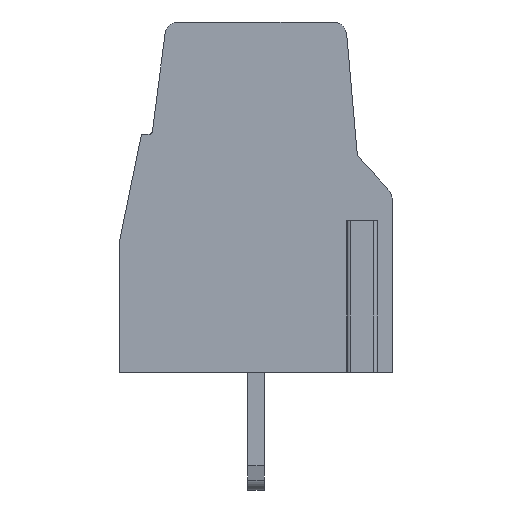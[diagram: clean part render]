
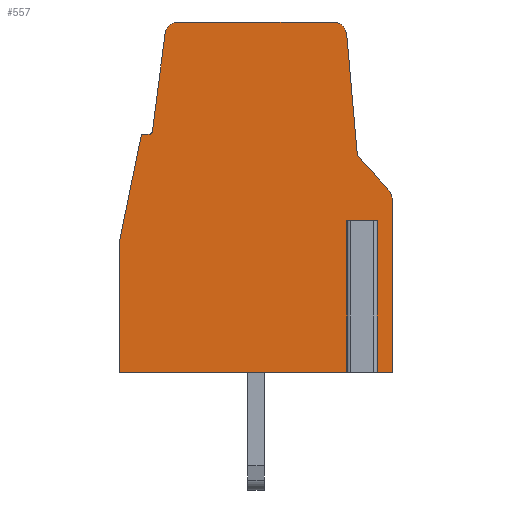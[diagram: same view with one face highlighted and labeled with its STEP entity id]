
A CAD part, left-side view. The second image highlights one B-rep face of the part: STEP entity #557.
In plain terms, the highlighted planar face has unit normal (-1, 0, 0).
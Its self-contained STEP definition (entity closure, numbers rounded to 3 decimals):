
#429=AXIS2_PLACEMENT_3D('Circle Axis2P3D',#427,#428,$) ;
#449=AXIS2_PLACEMENT_3D('Plane Axis2P3D',#446,#447,#448) ;
#479=AXIS2_PLACEMENT_3D('Circle Axis2P3D',#477,#478,$) ;
#493=AXIS2_PLACEMENT_3D('Circle Axis2P3D',#491,#492,$) ;
#507=AXIS2_PLACEMENT_3D('Circle Axis2P3D',#505,#506,$) ;
#177=CARTESIAN_POINT('Vertex',(0.5,0.452,8.)) ;
#180=CARTESIAN_POINT('Line Origine',(0.5,0.9,8.)) ;
#184=CARTESIAN_POINT('Vertex',(0.5,1.348,8.)) ;
#367=CARTESIAN_POINT('Vertex',(0.5,0.452,3.5)) ;
#370=CARTESIAN_POINT('Line Origine',(0.5,0.452,5.75)) ;
#387=CARTESIAN_POINT('Line Origine',(0.5,1.348,5.75)) ;
#391=CARTESIAN_POINT('Vertex',(0.5,1.348,3.5)) ;
#424=CARTESIAN_POINT('Vertex',(0.5,0.132,8.938)) ;
#427=CARTESIAN_POINT('Axis2P3D Location',(0.5,0.505,8.598)) ;
#431=CARTESIAN_POINT('Vertex',(0.5,0.,8.598)) ;
#446=CARTESIAN_POINT('Axis2P3D Location',(0.5,0.,0.)) ;
#451=CARTESIAN_POINT('Line Origine',(0.5,0.226,3.5)) ;
#455=CARTESIAN_POINT('Vertex',(0.5,0.,3.5)) ;
#458=CARTESIAN_POINT('Line Origine',(0.5,0.,6.049)) ;
#463=CARTESIAN_POINT('Line Origine',(0.5,0.586,9.433)) ;
#467=CARTESIAN_POINT('Vertex',(0.5,1.04,9.927)) ;
#470=CARTESIAN_POINT('Line Origine',(0.5,1.198,11.731)) ;
#474=CARTESIAN_POINT('Vertex',(0.5,1.356,13.535)) ;
#477=CARTESIAN_POINT('Axis2P3D Location',(0.5,1.754,13.5)) ;
#481=CARTESIAN_POINT('Vertex',(0.5,1.754,13.9)) ;
#484=CARTESIAN_POINT('Line Origine',(0.5,4.054,13.9)) ;
#488=CARTESIAN_POINT('Vertex',(0.5,6.354,13.9)) ;
#491=CARTESIAN_POINT('Axis2P3D Location',(0.5,6.354,13.5)) ;
#495=CARTESIAN_POINT('Vertex',(0.5,6.751,13.552)) ;
#498=CARTESIAN_POINT('Line Origine',(0.5,6.939,12.099)) ;
#502=CARTESIAN_POINT('Vertex',(0.5,7.128,10.647)) ;
#505=CARTESIAN_POINT('Axis2P3D Location',(0.5,7.227,10.66)) ;
#509=CARTESIAN_POINT('Vertex',(0.5,7.227,10.56)) ;
#512=CARTESIAN_POINT('Line Origine',(0.5,7.339,10.56)) ;
#516=CARTESIAN_POINT('Vertex',(0.5,7.451,10.56)) ;
#519=CARTESIAN_POINT('Line Origine',(0.5,7.776,8.98)) ;
#523=CARTESIAN_POINT('Vertex',(0.5,8.1,7.4)) ;
#526=CARTESIAN_POINT('Line Origine',(0.5,8.1,5.45)) ;
#530=CARTESIAN_POINT('Vertex',(0.5,8.1,3.5)) ;
#533=CARTESIAN_POINT('Line Origine',(0.5,4.724,3.5)) ;
#181=DIRECTION('Vector Direction',(0.,-1.,0.)) ;
#371=DIRECTION('Vector Direction',(0.,0.,1.)) ;
#388=DIRECTION('Vector Direction',(0.,0.,1.)) ;
#428=DIRECTION('Axis2P3D Direction',(-1.,0.,0.)) ;
#447=DIRECTION('Axis2P3D Direction',(-1.,0.,0.)) ;
#448=DIRECTION('Axis2P3D XDirection',(0.,0.,1.)) ;
#452=DIRECTION('Vector Direction',(0.,1.,0.)) ;
#459=DIRECTION('Vector Direction',(0.,0.,-1.)) ;
#464=DIRECTION('Vector Direction',(0.,-0.677,-0.736)) ;
#471=DIRECTION('Vector Direction',(0.,-0.087,-0.996)) ;
#478=DIRECTION('Axis2P3D Direction',(-1.,0.,0.)) ;
#485=DIRECTION('Vector Direction',(0.,-1.,0.)) ;
#492=DIRECTION('Axis2P3D Direction',(-1.,0.,0.)) ;
#499=DIRECTION('Vector Direction',(0.,-0.129,0.992)) ;
#506=DIRECTION('Axis2P3D Direction',(-1.,0.,0.)) ;
#513=DIRECTION('Vector Direction',(0.,-1.,0.)) ;
#520=DIRECTION('Vector Direction',(0.,-0.201,0.98)) ;
#527=DIRECTION('Vector Direction',(0.,0.,1.)) ;
#534=DIRECTION('Vector Direction',(0.,1.,0.)) ;
#182=VECTOR('Line Direction',#181,1.) ;
#372=VECTOR('Line Direction',#371,1.) ;
#389=VECTOR('Line Direction',#388,1.) ;
#453=VECTOR('Line Direction',#452,1.) ;
#460=VECTOR('Line Direction',#459,1.) ;
#465=VECTOR('Line Direction',#464,1.) ;
#472=VECTOR('Line Direction',#471,1.) ;
#486=VECTOR('Line Direction',#485,1.) ;
#500=VECTOR('Line Direction',#499,1.) ;
#514=VECTOR('Line Direction',#513,1.) ;
#521=VECTOR('Line Direction',#520,1.) ;
#528=VECTOR('Line Direction',#527,1.) ;
#535=VECTOR('Line Direction',#534,1.) ;
#539=ORIENTED_EDGE('',*,*,#457,.T.) ;
#540=ORIENTED_EDGE('',*,*,#462,.T.) ;
#541=ORIENTED_EDGE('',*,*,#433,.T.) ;
#542=ORIENTED_EDGE('',*,*,#469,.T.) ;
#543=ORIENTED_EDGE('',*,*,#476,.T.) ;
#544=ORIENTED_EDGE('',*,*,#483,.T.) ;
#545=ORIENTED_EDGE('',*,*,#490,.T.) ;
#546=ORIENTED_EDGE('',*,*,#497,.T.) ;
#547=ORIENTED_EDGE('',*,*,#504,.T.) ;
#548=ORIENTED_EDGE('',*,*,#511,.T.) ;
#549=ORIENTED_EDGE('',*,*,#518,.T.) ;
#550=ORIENTED_EDGE('',*,*,#525,.T.) ;
#551=ORIENTED_EDGE('',*,*,#532,.T.) ;
#552=ORIENTED_EDGE('',*,*,#537,.T.) ;
#553=ORIENTED_EDGE('',*,*,#393,.T.) ;
#554=ORIENTED_EDGE('',*,*,#186,.F.) ;
#555=ORIENTED_EDGE('',*,*,#374,.F.) ;
#557=ADVANCED_FACE('_LS 5.08/10/90 3.5SN OR BX 1912910000',(#556),#450,.T.) ;
#430=CIRCLE('generated circle',#429,0.505) ;
#480=CIRCLE('generated circle',#479,0.4) ;
#494=CIRCLE('generated circle',#493,0.4) ;
#508=CIRCLE('generated circle',#507,0.1) ;
#186=EDGE_CURVE('',#178,#185,#183,.F.) ;
#374=EDGE_CURVE('',#368,#178,#373,.T.) ;
#393=EDGE_CURVE('',#392,#185,#390,.T.) ;
#433=EDGE_CURVE('',#432,#425,#430,.T.) ;
#457=EDGE_CURVE('',#368,#456,#454,.F.) ;
#462=EDGE_CURVE('',#456,#432,#461,.F.) ;
#469=EDGE_CURVE('',#425,#468,#466,.F.) ;
#476=EDGE_CURVE('',#468,#475,#473,.F.) ;
#483=EDGE_CURVE('',#475,#482,#480,.T.) ;
#490=EDGE_CURVE('',#482,#489,#487,.F.) ;
#497=EDGE_CURVE('',#489,#496,#494,.T.) ;
#504=EDGE_CURVE('',#496,#503,#501,.F.) ;
#511=EDGE_CURVE('',#503,#510,#508,.F.) ;
#518=EDGE_CURVE('',#510,#517,#515,.F.) ;
#525=EDGE_CURVE('',#517,#524,#522,.F.) ;
#532=EDGE_CURVE('',#524,#531,#529,.F.) ;
#537=EDGE_CURVE('',#531,#392,#536,.F.) ;
#538=EDGE_LOOP('',(#539,#540,#541,#542,#543,#544,#545,#546,#547,#548,#549,#550,#551,#552,#553,#554,#555)) ;
#556=FACE_OUTER_BOUND('',#538,.T.) ;
#183=LINE('Line',#180,#182) ;
#373=LINE('Line',#370,#372) ;
#390=LINE('Line',#387,#389) ;
#454=LINE('Line',#451,#453) ;
#461=LINE('Line',#458,#460) ;
#466=LINE('Line',#463,#465) ;
#473=LINE('Line',#470,#472) ;
#487=LINE('Line',#484,#486) ;
#501=LINE('Line',#498,#500) ;
#515=LINE('Line',#512,#514) ;
#522=LINE('Line',#519,#521) ;
#529=LINE('Line',#526,#528) ;
#536=LINE('Line',#533,#535) ;
#450=PLANE('',#449) ;
#178=VERTEX_POINT('',#177) ;
#185=VERTEX_POINT('',#184) ;
#368=VERTEX_POINT('',#367) ;
#392=VERTEX_POINT('',#391) ;
#425=VERTEX_POINT('',#424) ;
#432=VERTEX_POINT('',#431) ;
#456=VERTEX_POINT('',#455) ;
#468=VERTEX_POINT('',#467) ;
#475=VERTEX_POINT('',#474) ;
#482=VERTEX_POINT('',#481) ;
#489=VERTEX_POINT('',#488) ;
#496=VERTEX_POINT('',#495) ;
#503=VERTEX_POINT('',#502) ;
#510=VERTEX_POINT('',#509) ;
#517=VERTEX_POINT('',#516) ;
#524=VERTEX_POINT('',#523) ;
#531=VERTEX_POINT('',#530) ;
